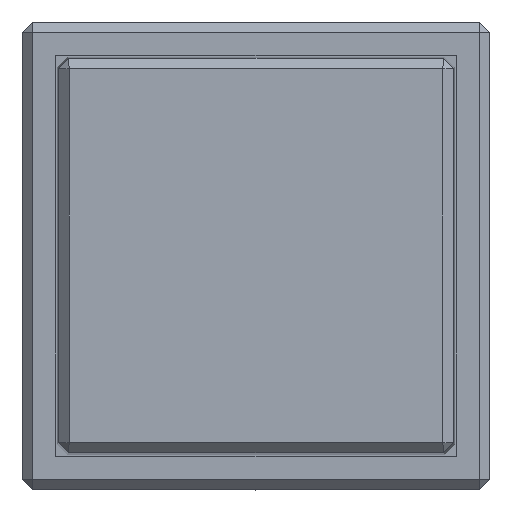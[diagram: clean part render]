
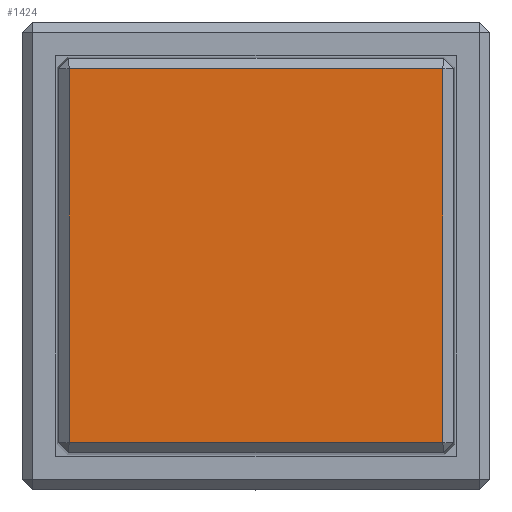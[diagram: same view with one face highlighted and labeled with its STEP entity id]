
A CAD part, top view. The second image highlights one B-rep face of the part: STEP entity #1424.
In plain terms, the highlighted planar face has unit normal (0, 0, 1).
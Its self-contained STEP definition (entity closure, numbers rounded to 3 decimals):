
#4 = EDGE_CURVE ( 'NONE', #6943, #2920, #4681, .T. ) ;
#43 = EDGE_CURVE ( 'NONE', #6943, #5983, #3653, .T. ) ;
#954 = DIRECTION ( 'NONE',  ( -1., 0., 0. ) ) ;
#966 = DIRECTION ( 'NONE',  ( 0., 0., -1. ) ) ;
#1035 = ORIENTED_EDGE ( 'NONE', *, *, #43, .T. ) ;
#1049 = EDGE_CURVE ( 'NONE', #6941, #2920, #6242, .T. ) ;
#1379 = CARTESIAN_POINT ( 'NONE',  ( 0., -5.597, 4.7 ) ) ;
#1424 = ADVANCED_FACE ( 'NONE', ( #1509 ), #3666, .F. ) ;
#1432 = VECTOR ( 'NONE', #6201, 1000. ) ;
#1509 = FACE_OUTER_BOUND ( 'NONE', #3489, .T. ) ;
#1581 = CARTESIAN_POINT ( 'NONE',  ( -5.597, 5.597, 4.7 ) ) ;
#1868 = LINE ( 'NONE', #4024, #1432 ) ;
#1988 = DIRECTION ( 'NONE',  ( 0., -1., 0. ) ) ;
#2516 = ORIENTED_EDGE ( 'NONE', *, *, #1049, .T. ) ;
#2723 = ORIENTED_EDGE ( 'NONE', *, *, #4, .F. ) ;
#2920 = VERTEX_POINT ( 'NONE', #3409 ) ;
#3136 = DIRECTION ( 'NONE',  ( -1., 0., 0. ) ) ;
#3254 = VECTOR ( 'NONE', #3529, 1000. ) ;
#3409 = CARTESIAN_POINT ( 'NONE',  ( 5.597, -5.597, 4.7 ) ) ;
#3425 = EDGE_CURVE ( 'NONE', #6941, #5983, #1868, .T. ) ;
#3489 = EDGE_LOOP ( 'NONE', ( #1035, #5722, #2516, #2723 ) ) ;
#3529 = DIRECTION ( 'NONE',  ( 1., 0., 0. ) ) ;
#3653 = LINE ( 'NONE', #5822, #3963 ) ;
#3666 = PLANE ( 'NONE',  #4159 ) ;
#3963 = VECTOR ( 'NONE', #954, 1000. ) ;
#4024 = CARTESIAN_POINT ( 'NONE',  ( -5.597, 0., 4.7 ) ) ;
#4159 = AXIS2_PLACEMENT_3D ( 'NONE', #5834, #966, #3136 ) ;
#4622 = CARTESIAN_POINT ( 'NONE',  ( -5.597, -5.597, 4.7 ) ) ;
#4681 = LINE ( 'NONE', #6852, #4802 ) ;
#4802 = VECTOR ( 'NONE', #1988, 1000. ) ;
#5722 = ORIENTED_EDGE ( 'NONE', *, *, #3425, .F. ) ;
#5822 = CARTESIAN_POINT ( 'NONE',  ( 0., 5.597, 4.7 ) ) ;
#5834 = CARTESIAN_POINT ( 'NONE',  ( 5.597, -5.597, 4.7 ) ) ;
#5983 = VERTEX_POINT ( 'NONE', #1581 ) ;
#6201 = DIRECTION ( 'NONE',  ( 0., 1., 0. ) ) ;
#6242 = LINE ( 'NONE', #1379, #3254 ) ;
#6262 = CARTESIAN_POINT ( 'NONE',  ( 5.597, 5.597, 4.7 ) ) ;
#6852 = CARTESIAN_POINT ( 'NONE',  ( 5.597, 0., 4.7 ) ) ;
#6941 = VERTEX_POINT ( 'NONE', #4622 ) ;
#6943 = VERTEX_POINT ( 'NONE', #6262 ) ;
